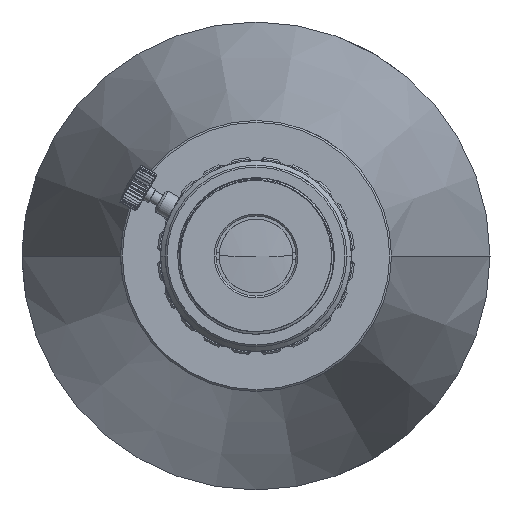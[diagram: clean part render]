
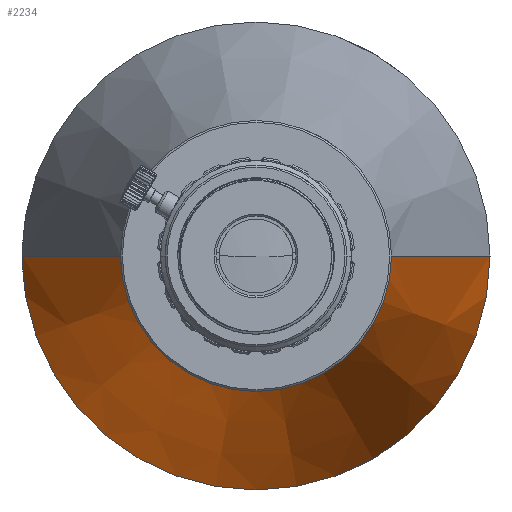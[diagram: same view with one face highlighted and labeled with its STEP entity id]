
A CAD part, front view. The second image highlights one B-rep face of the part: STEP entity #2234.
In plain terms, the highlighted conical face has half-angle 15.945 degrees and reference radius 30 mm.
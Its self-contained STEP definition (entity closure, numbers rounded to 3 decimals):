
#1853 = VERTEX_POINT('',#1854);
#1854 = CARTESIAN_POINT('',(38.,68.2,0.));
#1860 = EDGE_CURVE('',#1861,#1853,#1863,.T.);
#1861 = VERTEX_POINT('',#1862);
#1862 = CARTESIAN_POINT('',(-38.,68.2,0.));
#1863 = CIRCLE('',#1864,38.);
#1864 = AXIS2_PLACEMENT_3D('',#1865,#1866,#1867);
#1865 = CARTESIAN_POINT('',(0.,68.2,0.));
#1866 = DIRECTION('',(0.,-1.,0.));
#1867 = DIRECTION('',(-1.,0.,0.));
#2207 = VERTEX_POINT('',#2208);
#2208 = CARTESIAN_POINT('',(-22.,12.2,0.));
#2209 = VERTEX_POINT('',#2210);
#2210 = CARTESIAN_POINT('',(22.,12.2,0.));
#2217 = EDGE_CURVE('',#1853,#2209,#2218,.T.);
#2218 = LINE('',#2219,#2220);
#2219 = CARTESIAN_POINT('',(38.,68.2,0.));
#2220 = VECTOR('',#2221,1.);
#2221 = DIRECTION('',(-0.275,-0.962,0.));
#2224 = EDGE_CURVE('',#1861,#2207,#2225,.T.);
#2225 = LINE('',#2226,#2227);
#2226 = CARTESIAN_POINT('',(-38.,68.2,0.));
#2227 = VECTOR('',#2228,1.);
#2228 = DIRECTION('',(0.275,-0.962,0.));
#2234 = ADVANCED_FACE('',(#2235),#2247,.T.);
#2235 = FACE_BOUND('',#2236,.T.);
#2236 = EDGE_LOOP('',(#2237,#2238,#2239,#2246));
#2237 = ORIENTED_EDGE('',*,*,#1860,.T.);
#2238 = ORIENTED_EDGE('',*,*,#2217,.T.);
#2239 = ORIENTED_EDGE('',*,*,#2240,.F.);
#2240 = EDGE_CURVE('',#2207,#2209,#2241,.T.);
#2241 = CIRCLE('',#2242,22.);
#2242 = AXIS2_PLACEMENT_3D('',#2243,#2244,#2245);
#2243 = CARTESIAN_POINT('',(0.,12.2,0.));
#2244 = DIRECTION('',(0.,-1.,0.));
#2245 = DIRECTION('',(-1.,0.,0.));
#2246 = ORIENTED_EDGE('',*,*,#2224,.F.);
#2247 = CONICAL_SURFACE('',#2248,30.,0.278);
#2248 = AXIS2_PLACEMENT_3D('',#2249,#2250,#2251);
#2249 = CARTESIAN_POINT('',(0.,40.2,0.));
#2250 = DIRECTION('',(0.,1.,0.));
#2251 = DIRECTION('',(1.,0.,0.));
